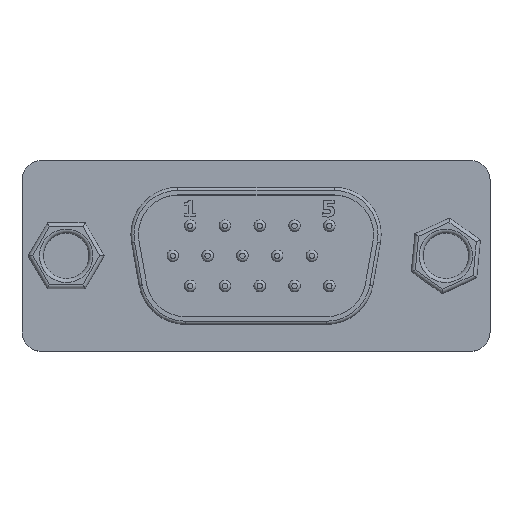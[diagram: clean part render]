
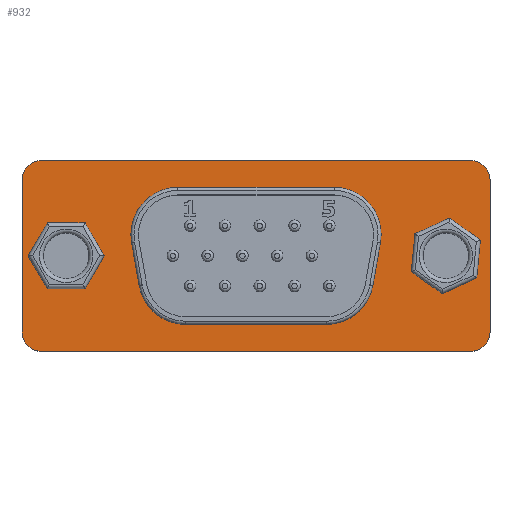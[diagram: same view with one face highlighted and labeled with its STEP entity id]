
A CAD part, top view. The second image highlights one B-rep face of the part: STEP entity #932.
In plain terms, the highlighted planar face has unit normal (0, 0, 1).
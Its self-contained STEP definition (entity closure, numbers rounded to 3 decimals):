
#932=ADVANCED_FACE('',(#933,#983,#1053,#1103),#1173,.T.);
#933=FACE_BOUND('',#934,.T.);
#934=EDGE_LOOP('',(#935,#945,#953,#961,#969,#977));
#935=ORIENTED_EDGE('',*,*,#936,.T.);
#936=EDGE_CURVE('',#937,#939,#941,.F.);
#937=VERTEX_POINT('',#938);
#938=CARTESIAN_POINT('',(10.459,1.448,6.762));
#939=VERTEX_POINT('',#940);
#940=CARTESIAN_POINT('',(12.732,2.489,6.762));
#941=LINE('',#942,#943);
#942=CARTESIAN_POINT('',(10.459,1.448,6.762));
#943=VECTOR('',#944,1.0);
#944=DIRECTION('',(-0.909,-0.416,0.0));
#945=ORIENTED_EDGE('',*,*,#946,.T.);
#946=EDGE_CURVE('',#939,#947,#949,.F.);
#947=VERTEX_POINT('',#948);
#948=CARTESIAN_POINT('',(14.77,1.041,6.762));
#949=LINE('',#950,#951);
#950=CARTESIAN_POINT('',(12.732,2.489,6.762));
#951=VECTOR('',#952,1.0);
#952=DIRECTION('',(-0.815,0.579,0.0));
#953=ORIENTED_EDGE('',*,*,#954,.T.);
#954=EDGE_CURVE('',#947,#955,#957,.F.);
#955=VERTEX_POINT('',#956);
#956=CARTESIAN_POINT('',(14.535,-1.448,6.762));
#957=LINE('',#958,#959);
#958=CARTESIAN_POINT('',(14.77,1.041,6.762));
#959=VECTOR('',#960,1.0);
#960=DIRECTION('',(0.094,0.996,0.0));
#961=ORIENTED_EDGE('',*,*,#962,.T.);
#962=EDGE_CURVE('',#955,#963,#965,.F.);
#963=VERTEX_POINT('',#964);
#964=CARTESIAN_POINT('',(12.261,-2.489,6.762));
#965=LINE('',#966,#967);
#966=CARTESIAN_POINT('',(14.535,-1.448,6.762));
#967=VECTOR('',#968,1.0);
#968=DIRECTION('',(0.909,0.416,0.0));
#969=ORIENTED_EDGE('',*,*,#970,.T.);
#970=EDGE_CURVE('',#963,#971,#973,.F.);
#971=VERTEX_POINT('',#972);
#972=CARTESIAN_POINT('',(10.224,-1.041,6.762));
#973=LINE('',#974,#975);
#974=CARTESIAN_POINT('',(12.261,-2.489,6.762));
#975=VECTOR('',#976,1.0);
#976=DIRECTION('',(0.815,-0.579,0.0));
#977=ORIENTED_EDGE('',*,*,#978,.T.);
#978=EDGE_CURVE('',#971,#937,#979,.F.);
#979=LINE('',#980,#981);
#980=CARTESIAN_POINT('',(10.224,-1.041,6.762));
#981=VECTOR('',#982,1.0);
#982=DIRECTION('',(-0.094,-0.996,0.0));
#983=FACE_BOUND('',#984,.T.);
#984=EDGE_LOOP('',(#985,#996,#1004,#1013,#1021,#1030,#1038,#1047));
#985=ORIENTED_EDGE('',*,*,#986,.T.);
#986=EDGE_CURVE('',#987,#989,#991,.T.);
#987=VERTEX_POINT('',#988);
#988=CARTESIAN_POINT('',(15.405,5.004,6.762));
#989=VERTEX_POINT('',#990);
#990=CARTESIAN_POINT('',(14.135,6.274,6.762));
#991=CIRCLE('',#992,1.27);
#992=AXIS2_PLACEMENT_3D('',#993,#994,#995);
#993=CARTESIAN_POINT('',(14.135,5.004,6.762));
#994=DIRECTION('',(0.0,0.0,1.0));
#995=DIRECTION('',(1.0,0.0,0.0));
#996=ORIENTED_EDGE('',*,*,#997,.T.);
#997=EDGE_CURVE('',#989,#998,#1000,.T.);
#998=VERTEX_POINT('',#999);
#999=CARTESIAN_POINT('',(-14.135,6.274,6.762));
#1000=LINE('',#1001,#1002);
#1001=CARTESIAN_POINT('',(-14.135,6.274,6.762));
#1002=VECTOR('',#1003,1.0);
#1003=DIRECTION('',(-1.0,0.0,0.0));
#1004=ORIENTED_EDGE('',*,*,#1005,.T.);
#1005=EDGE_CURVE('',#998,#1006,#1008,.T.);
#1006=VERTEX_POINT('',#1007);
#1007=CARTESIAN_POINT('',(-15.405,5.004,6.762));
#1008=CIRCLE('',#1009,1.27);
#1009=AXIS2_PLACEMENT_3D('',#1010,#1011,#1012);
#1010=CARTESIAN_POINT('',(-14.135,5.004,6.762));
#1011=DIRECTION('',(0.0,0.0,1.0));
#1012=DIRECTION('',(-1.0,0.0,0.0));
#1013=ORIENTED_EDGE('',*,*,#1014,.T.);
#1014=EDGE_CURVE('',#1006,#1015,#1017,.T.);
#1015=VERTEX_POINT('',#1016);
#1016=CARTESIAN_POINT('',(-15.405,-5.004,6.762));
#1017=LINE('',#1018,#1019);
#1018=CARTESIAN_POINT('',(-15.405,-5.004,6.762));
#1019=VECTOR('',#1020,1.0);
#1020=DIRECTION('',(0.0,-1.0,0.0));
#1021=ORIENTED_EDGE('',*,*,#1022,.T.);
#1022=EDGE_CURVE('',#1015,#1023,#1025,.T.);
#1023=VERTEX_POINT('',#1024);
#1024=CARTESIAN_POINT('',(-14.135,-6.274,6.762));
#1025=CIRCLE('',#1026,1.27);
#1026=AXIS2_PLACEMENT_3D('',#1027,#1028,#1029);
#1027=CARTESIAN_POINT('',(-14.135,-5.004,6.762));
#1028=DIRECTION('',(0.0,0.0,1.0));
#1029=DIRECTION('',(-1.0,0.0,0.0));
#1030=ORIENTED_EDGE('',*,*,#1031,.T.);
#1031=EDGE_CURVE('',#1023,#1032,#1034,.T.);
#1032=VERTEX_POINT('',#1033);
#1033=CARTESIAN_POINT('',(14.135,-6.274,6.762));
#1034=LINE('',#1035,#1036);
#1035=CARTESIAN_POINT('',(-14.135,-6.274,6.762));
#1036=VECTOR('',#1037,1.0);
#1037=DIRECTION('',(1.0,0.0,0.0));
#1038=ORIENTED_EDGE('',*,*,#1039,.T.);
#1039=EDGE_CURVE('',#1032,#1040,#1042,.T.);
#1040=VERTEX_POINT('',#1041);
#1041=CARTESIAN_POINT('',(15.405,-5.004,6.762));
#1042=CIRCLE('',#1043,1.27);
#1043=AXIS2_PLACEMENT_3D('',#1044,#1045,#1046);
#1044=CARTESIAN_POINT('',(14.135,-5.004,6.762));
#1045=DIRECTION('',(0.0,0.0,1.0));
#1046=DIRECTION('',(-1.0,0.0,0.0));
#1047=ORIENTED_EDGE('',*,*,#1048,.T.);
#1048=EDGE_CURVE('',#1040,#987,#1049,.T.);
#1049=LINE('',#1050,#1051);
#1050=CARTESIAN_POINT('',(15.405,-5.004,6.762));
#1051=VECTOR('',#1052,1.0);
#1052=DIRECTION('',(0.0,1.0,0.0));
#1053=FACE_BOUND('',#1054,.T.);
#1054=EDGE_LOOP('',(#1055,#1065,#1073,#1081,#1089,#1097));
#1055=ORIENTED_EDGE('',*,*,#1056,.T.);
#1056=EDGE_CURVE('',#1057,#1059,#1061,.F.);
#1057=VERTEX_POINT('',#1058);
#1058=CARTESIAN_POINT('',(-14.997,0.,6.762));
#1059=VERTEX_POINT('',#1060);
#1060=CARTESIAN_POINT('',(-13.747,2.165,6.762));
#1061=LINE('',#1062,#1063);
#1062=CARTESIAN_POINT('',(-14.997,0.,6.762));
#1063=VECTOR('',#1064,1.0);
#1064=DIRECTION('',(-0.5,-0.866,0.0));
#1065=ORIENTED_EDGE('',*,*,#1066,.T.);
#1066=EDGE_CURVE('',#1059,#1067,#1069,.F.);
#1067=VERTEX_POINT('',#1068);
#1068=CARTESIAN_POINT('',(-11.247,2.165,6.762));
#1069=LINE('',#1070,#1071);
#1070=CARTESIAN_POINT('',(-13.747,2.165,6.762));
#1071=VECTOR('',#1072,1.0);
#1072=DIRECTION('',(-1.0,0.,0.0));
#1073=ORIENTED_EDGE('',*,*,#1074,.T.);
#1074=EDGE_CURVE('',#1067,#1075,#1077,.F.);
#1075=VERTEX_POINT('',#1076);
#1076=CARTESIAN_POINT('',(-9.997,0.,6.762));
#1077=LINE('',#1078,#1079);
#1078=CARTESIAN_POINT('',(-11.247,2.165,6.762));
#1079=VECTOR('',#1080,1.0);
#1080=DIRECTION('',(-0.5,0.866,0.0));
#1081=ORIENTED_EDGE('',*,*,#1082,.T.);
#1082=EDGE_CURVE('',#1075,#1083,#1085,.F.);
#1083=VERTEX_POINT('',#1084);
#1084=CARTESIAN_POINT('',(-11.247,-2.165,6.762));
#1085=LINE('',#1086,#1087);
#1086=CARTESIAN_POINT('',(-9.997,0.,6.762));
#1087=VECTOR('',#1088,1.0);
#1088=DIRECTION('',(0.5,0.866,0.0));
#1089=ORIENTED_EDGE('',*,*,#1090,.T.);
#1090=EDGE_CURVE('',#1083,#1091,#1093,.F.);
#1091=VERTEX_POINT('',#1092);
#1092=CARTESIAN_POINT('',(-13.747,-2.165,6.762));
#1093=LINE('',#1094,#1095);
#1094=CARTESIAN_POINT('',(-11.247,-2.165,6.762));
#1095=VECTOR('',#1096,1.0);
#1096=DIRECTION('',(1.0,0.,0.0));
#1097=ORIENTED_EDGE('',*,*,#1098,.T.);
#1098=EDGE_CURVE('',#1091,#1057,#1099,.F.);
#1099=LINE('',#1100,#1101);
#1100=CARTESIAN_POINT('',(-13.747,-2.165,6.762));
#1101=VECTOR('',#1102,1.0);
#1102=DIRECTION('',(0.5,-0.866,0.0));
#1103=FACE_BOUND('',#1104,.T.);
#1104=EDGE_LOOP('',(#1105,#1115,#1124,#1132,#1141,#1149,#1158,#1166));
#1105=ORIENTED_EDGE('',*,*,#1106,.T.);
#1106=EDGE_CURVE('',#1107,#1109,#1111,.F.);
#1107=VERTEX_POINT('',#1108);
#1108=CARTESIAN_POINT('',(-5.139,4.508,6.762));
#1109=VERTEX_POINT('',#1110);
#1110=CARTESIAN_POINT('',(5.139,4.508,6.762));
#1111=LINE('',#1112,#1113);
#1112=CARTESIAN_POINT('',(5.139,4.508,6.762));
#1113=VECTOR('',#1114,1.0);
#1114=DIRECTION('',(-1.0,0.0,0.0));
#1115=ORIENTED_EDGE('',*,*,#1116,.T.);
#1116=EDGE_CURVE('',#1109,#1117,#1119,.F.);
#1117=VERTEX_POINT('',#1118);
#1118=CARTESIAN_POINT('',(8.19,0.872,6.762));
#1119=CIRCLE('',#1120,3.098);
#1120=AXIS2_PLACEMENT_3D('',#1121,#1122,#1123);
#1121=CARTESIAN_POINT('',(5.139,1.41,6.762));
#1122=DIRECTION('',(0.0,0.0,1.0));
#1123=DIRECTION('',(1.0,0.0,0.0));
#1124=ORIENTED_EDGE('',*,*,#1125,.T.);
#1125=EDGE_CURVE('',#1117,#1126,#1128,.F.);
#1126=VERTEX_POINT('',#1127);
#1127=CARTESIAN_POINT('',(7.693,-1.948,6.762));
#1128=LINE('',#1129,#1130);
#1129=CARTESIAN_POINT('',(7.693,-1.948,6.762));
#1130=VECTOR('',#1131,1.0);
#1131=DIRECTION('',(0.174,0.985,0.0));
#1132=ORIENTED_EDGE('',*,*,#1133,.T.);
#1133=EDGE_CURVE('',#1126,#1134,#1136,.F.);
#1134=VERTEX_POINT('',#1135);
#1135=CARTESIAN_POINT('',(4.642,-4.508,6.762));
#1136=CIRCLE('',#1137,3.098);
#1137=AXIS2_PLACEMENT_3D('',#1138,#1139,#1140);
#1138=CARTESIAN_POINT('',(4.642,-1.41,6.762));
#1139=DIRECTION('',(0.0,0.0,1.0));
#1140=DIRECTION('',(1.0,0.0,0.0));
#1141=ORIENTED_EDGE('',*,*,#1142,.T.);
#1142=EDGE_CURVE('',#1134,#1143,#1145,.F.);
#1143=VERTEX_POINT('',#1144);
#1144=CARTESIAN_POINT('',(-4.642,-4.508,6.762));
#1145=LINE('',#1146,#1147);
#1146=CARTESIAN_POINT('',(-4.642,-4.508,6.762));
#1147=VECTOR('',#1148,1.0);
#1148=DIRECTION('',(1.0,0.,0.0));
#1149=ORIENTED_EDGE('',*,*,#1150,.T.);
#1150=EDGE_CURVE('',#1143,#1151,#1153,.F.);
#1151=VERTEX_POINT('',#1152);
#1152=CARTESIAN_POINT('',(-7.693,-1.948,6.762));
#1153=CIRCLE('',#1154,3.098);
#1154=AXIS2_PLACEMENT_3D('',#1155,#1156,#1157);
#1155=CARTESIAN_POINT('',(-4.642,-1.41,6.762));
#1156=DIRECTION('',(0.0,0.0,1.0));
#1157=DIRECTION('',(1.0,0.0,0.0));
#1158=ORIENTED_EDGE('',*,*,#1159,.T.);
#1159=EDGE_CURVE('',#1151,#1160,#1162,.F.);
#1160=VERTEX_POINT('',#1161);
#1161=CARTESIAN_POINT('',(-8.19,0.872,6.762));
#1162=LINE('',#1163,#1164);
#1163=CARTESIAN_POINT('',(-8.19,0.872,6.762));
#1164=VECTOR('',#1165,1.0);
#1165=DIRECTION('',(0.174,-0.985,0.0));
#1166=ORIENTED_EDGE('',*,*,#1167,.T.);
#1167=EDGE_CURVE('',#1160,#1107,#1168,.F.);
#1168=CIRCLE('',#1169,3.098);
#1169=AXIS2_PLACEMENT_3D('',#1170,#1171,#1172);
#1170=CARTESIAN_POINT('',(-5.139,1.41,6.762));
#1171=DIRECTION('',(0.0,0.0,1.0));
#1172=DIRECTION('',(1.0,0.0,0.0));
#1173=PLANE('',#1174);
#1174=AXIS2_PLACEMENT_3D('',#1175,#1176,#1177);
#1175=CARTESIAN_POINT('',(14.135,5.004,6.762));
#1176=DIRECTION('',(0.0,0.0,1.0));
#1177=DIRECTION('',(1.0,0.0,0.0));
